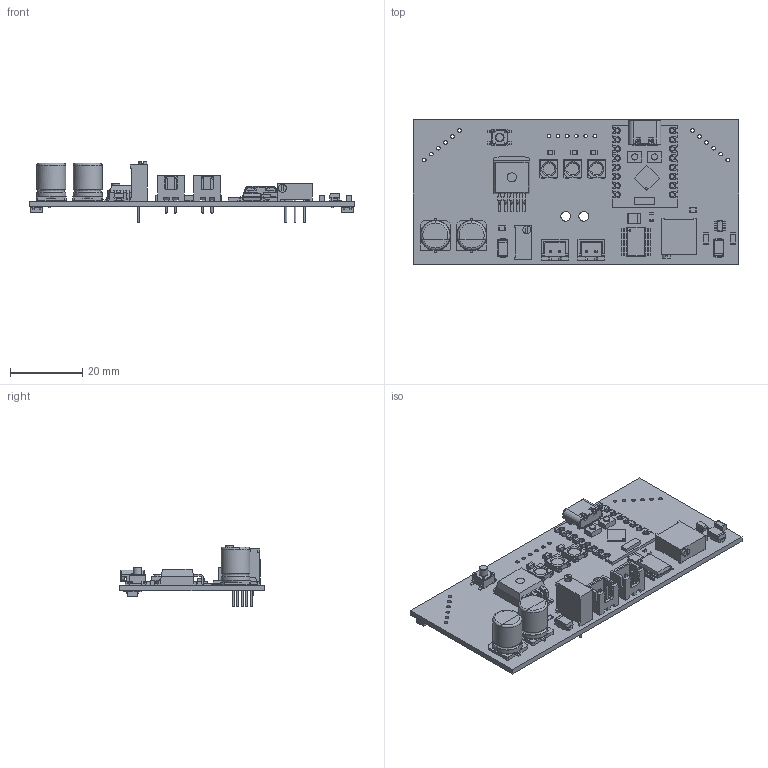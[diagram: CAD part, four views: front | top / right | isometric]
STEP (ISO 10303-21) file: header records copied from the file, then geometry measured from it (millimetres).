
FILE_DESCRIPTION(('KiCad electronic assembly'),'2;1');
FILE_NAME('WikiSumo_v25.step','2025-04-14T11:21:57',('Pcbnew'),('Kicad') ,'Open CASCADE STEP processor 7.6','KiCad to STEP converter','Unknown' );
FILE_SCHEMA(('AUTOMOTIVE_DESIGN { 1 0 10303 214 1 1 1 1 }'));
Length unit declared in the file: millimetre
Products named in the file (24): WikiSumo_v25 1; CP_EIA-3528-12_Kemet-T; C_0402_1005Metric; SSOP-24_5.3x8.2mm_P0.65mm; Potentiometer_Bourns_3296W_Vertical; SW_SPST_PTS647Sx50; CP_Elec_8x10.5; C_0805_2012Metric; SOT-23-6; JST_XH_B2B-XH-A_1x02_P2.50mm_Vertical; R_0805_2012Metric; D_SMA; LED_WS2812B_PLCC4_5.0x5.0mm_P3.2mm; Potentiometer_Bourns_3296P_Horizontal; C_1206_3216Metric; TO-263-5_TabPin3; WikiSumo_v25 1.22.1; ESP32-C3_SUPERMINI_SMD; Board c3mini; USB C; components (other)^ESP32-C3 SuperMini; R_0201_0603Metric; OnSemi_CASE100CY; WikiSumo_v25_PCB
Assembly tree (37 placements, depth 3):
  WikiSumo_v25 1
    CP_EIA-3528-12_Kemet-T
    C_0402_1005Metric  x2
    SSOP-24_5.3x8.2mm_P0.65mm
    Potentiometer_Bourns_3296W_Vertical
    SW_SPST_PTS647Sx50
    CP_Elec_8x10.5  x2
    C_0805_2012Metric  x3
    SOT-23-6
    JST_XH_B2B-XH-A_1x02_P2.50mm_Vertical  x2
    R_0805_2012Metric  x2
    D_SMA  x2
    LED_WS2812B_PLCC4_5.0x5.0mm_P3.2mm  x3
    Potentiometer_Bourns_3296P_Horizontal
    C_1206_3216Metric  x2
    TO-263-5_TabPin3
      WikiSumo_v25 1.22.1
    ESP32-C3_SUPERMINI_SMD
      Board c3mini
      USB C
      components (other)^ESP32-C3 SuperMini
    R_0201_0603Metric  x4
    OnSemi_CASE100CY  x2
    WikiSumo_v25_PCB
Bounding box: 90 x 40 x 17.07 mm (x, y, z)
Volume: 8931.7 mm3; surface area: 13476 mm2
Topology: 73 solids, 73 shells, 2881 faces, 7754 edges, 5037 vertices
Faces by surface type: plane 2016, cylinder 720, bspline 114, cone 16, torus 9, revolution 6
Full cylindrical faces by diameter (mm): 0.5 x1, 0.51 x6, 0.6 x4, 0.8 x6, 1 x22, 1.2 x2, 2.19 x2, 2.3 x1, 2.4 x1, 2.5 x1, 2.7 x2, 3.333 x3, 8 x4
Entity records: 73042 total; most frequent: CARTESIAN_POINT 14531, ORIENTED_EDGE 12376, DIRECTION 11580, EDGE_CURVE 6188, LINE 4779, VECTOR 4779, VERTEX_POINT 4015, AXIS2_PLACEMENT_3D 3398
